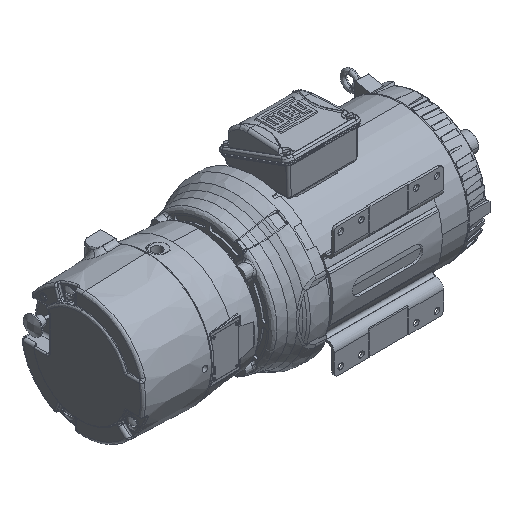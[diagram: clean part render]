
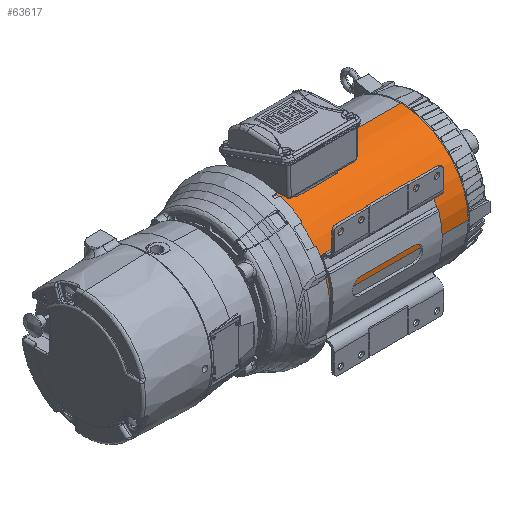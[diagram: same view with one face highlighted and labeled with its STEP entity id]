
A CAD part, isometric view. The second image highlights one B-rep face of the part: STEP entity #63617.
In plain terms, the highlighted cylindrical face has radius 124.3 mm (diameter 248.6 mm), a partial arc.
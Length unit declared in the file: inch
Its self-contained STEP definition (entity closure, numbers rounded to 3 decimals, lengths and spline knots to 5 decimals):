
#199 = CIRCLE ( 'NONE', #52364, 4.8937 ) ;
#1352 = DIRECTION ( 'NONE',  ( 0., 0., 1. ) ) ;
#4516 = CARTESIAN_POINT ( 'NONE',  ( 42.72023, 0., 4.8937 ) ) ;
#7577 = DIRECTION ( 'NONE',  ( 1., 0., 0. ) ) ;
#8668 = EDGE_CURVE ( 'NONE', #72246, #17133, #30149, .T. ) ;
#11075 = CARTESIAN_POINT ( 'NONE',  ( 0.07874, -4.8937, 0.00085 ) ) ;
#13318 = DIRECTION ( 'NONE',  ( 0., 0., 1. ) ) ;
#14162 = ORIENTED_EDGE ( 'NONE', *, *, #30872, .T. ) ;
#15049 = EDGE_LOOP ( 'NONE', ( #14162, #80873, #109534, #98709 ) ) ;
#17133 = VERTEX_POINT ( 'NONE', #27528 ) ;
#23462 = CARTESIAN_POINT ( 'NONE',  ( 0.07874, 0., 0. ) ) ;
#27456 = CARTESIAN_POINT ( 'NONE',  ( 0.07874, 0., 4.8937 ) ) ;
#27528 = CARTESIAN_POINT ( 'NONE',  ( 10.70866, 0., 4.8937 ) ) ;
#30149 = LINE ( 'NONE', #4516, #104092 ) ;
#30872 = EDGE_CURVE ( 'NONE', #72246, #67130, #43741, .T. ) ;
#35545 = CARTESIAN_POINT ( 'NONE',  ( 42.72023, 0., 0. ) ) ;
#40766 = LINE ( 'NONE', #150134, #57566 ) ;
#43741 = CIRCLE ( 'NONE', #63626, 4.8937 ) ;
#52364 = AXIS2_PLACEMENT_3D ( 'NONE', #58430, #82520, #13318 ) ;
#57566 = VECTOR ( 'NONE', #126855, 39.37008 ) ;
#58430 = CARTESIAN_POINT ( 'NONE',  ( 10.70866, 0., 0. ) ) ;
#63617 = ADVANCED_FACE ( 'NONE', ( #133866 ), #82183, .T. ) ;
#63626 = AXIS2_PLACEMENT_3D ( 'NONE', #23462, #106488, #120447 ) ;
#67130 = VERTEX_POINT ( 'NONE', #11075 ) ;
#72246 = VERTEX_POINT ( 'NONE', #27456 ) ;
#76104 = VERTEX_POINT ( 'NONE', #108648 ) ;
#80873 = ORIENTED_EDGE ( 'NONE', *, *, #141530, .T. ) ;
#82183 = CYLINDRICAL_SURFACE ( 'NONE', #92347, 4.8937 ) ;
#82520 = DIRECTION ( 'NONE',  ( -1., 0., 0. ) ) ;
#92347 = AXIS2_PLACEMENT_3D ( 'NONE', #35545, #129489, #1352 ) ;
#98709 = ORIENTED_EDGE ( 'NONE', *, *, #8668, .F. ) ;
#104092 = VECTOR ( 'NONE', #7577, 39.37008 ) ;
#106488 = DIRECTION ( 'NONE',  ( 1., 0., 0. ) ) ;
#108648 = CARTESIAN_POINT ( 'NONE',  ( 10.70866, -4.8937, 0.00085 ) ) ;
#109534 = ORIENTED_EDGE ( 'NONE', *, *, #137250, .T. ) ;
#120447 = DIRECTION ( 'NONE',  ( 0., 0., 1. ) ) ;
#126855 = DIRECTION ( 'NONE',  ( 1., 0., 0. ) ) ;
#129489 = DIRECTION ( 'NONE',  ( -1., 0., 0. ) ) ;
#133866 = FACE_OUTER_BOUND ( 'NONE', #15049, .T. ) ;
#137250 = EDGE_CURVE ( 'NONE', #76104, #17133, #199, .T. ) ;
#141530 = EDGE_CURVE ( 'NONE', #67130, #76104, #40766, .T. ) ;
#150134 = CARTESIAN_POINT ( 'NONE',  ( 42.72023, -4.8937, 0.00085 ) ) ;
